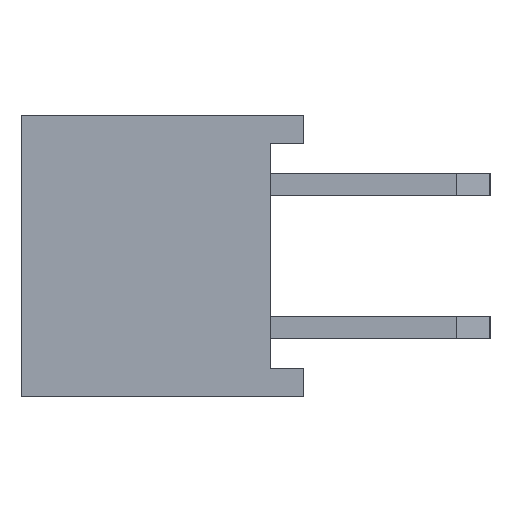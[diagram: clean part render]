
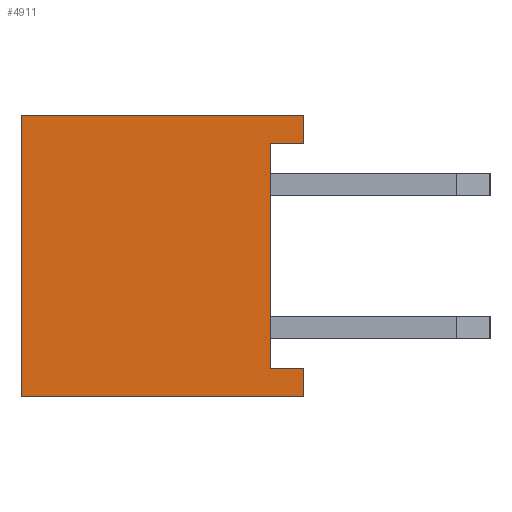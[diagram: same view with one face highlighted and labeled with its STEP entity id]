
A CAD part, left-side view. The second image highlights one B-rep face of the part: STEP entity #4911.
In plain terms, the highlighted planar face has unit normal (-1, 0, 0).
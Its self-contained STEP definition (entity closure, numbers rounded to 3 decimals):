
#247 = VECTOR ( 'NONE', #17655, 1000. ) ;
#395 = CARTESIAN_POINT ( 'NONE',  ( -1.52, 5., -1.25 ) ) ;
#1197 = VERTEX_POINT ( 'NONE', #395 ) ;
#1399 = EDGE_CURVE ( 'NONE', #1197, #23543, #6794, .T. ) ;
#1933 = VERTEX_POINT ( 'NONE', #10226 ) ;
#2750 = FACE_OUTER_BOUND ( 'NONE', #12846, .T. ) ;
#3172 = VECTOR ( 'NONE', #21147, 1000. ) ;
#3389 = CARTESIAN_POINT ( 'NONE',  ( -1.52, 5., 3.75 ) ) ;
#3417 = DIRECTION ( 'NONE',  ( 0., 0., 1. ) ) ;
#4911 = ADVANCED_FACE ( 'NONE', ( #2750 ), #12122, .F. ) ;
#5959 = EDGE_CURVE ( 'NONE', #1933, #20255, #22123, .T. ) ;
#6098 = CARTESIAN_POINT ( 'NONE',  ( -1.52, 0., 0. ) ) ;
#6362 = CARTESIAN_POINT ( 'NONE',  ( -1.52, 0., 3.25 ) ) ;
#6384 = ORIENTED_EDGE ( 'NONE', *, *, #13276, .T. ) ;
#6794 = LINE ( 'NONE', #28196, #24552 ) ;
#6805 = CARTESIAN_POINT ( 'NONE',  ( -1.52, 0.6, 0. ) ) ;
#7091 = DIRECTION ( 'NONE',  ( 0., 0., 1. ) ) ;
#7892 = CARTESIAN_POINT ( 'NONE',  ( -1.52, 0., -1.25 ) ) ;
#8402 = DIRECTION ( 'NONE',  ( 1., 0., 0. ) ) ;
#8516 = CARTESIAN_POINT ( 'NONE',  ( -1.52, 0.6, -0.75 ) ) ;
#8907 = VERTEX_POINT ( 'NONE', #6362 ) ;
#9429 = LINE ( 'NONE', #19886, #28631 ) ;
#9771 = EDGE_CURVE ( 'NONE', #16563, #1933, #30207, .T. ) ;
#10035 = ORIENTED_EDGE ( 'NONE', *, *, #19473, .T. ) ;
#10226 = CARTESIAN_POINT ( 'NONE',  ( -1.52, 0., -0.75 ) ) ;
#10707 = DIRECTION ( 'NONE',  ( 0., 0., -1. ) ) ;
#10709 = ORIENTED_EDGE ( 'NONE', *, *, #5959, .F. ) ;
#10732 = AXIS2_PLACEMENT_3D ( 'NONE', #6098, #8402, #10707 ) ;
#10853 = CARTESIAN_POINT ( 'NONE',  ( -1.52, 0., -0.75 ) ) ;
#11408 = DIRECTION ( 'NONE',  ( 0., -1., 0. ) ) ;
#12122 = PLANE ( 'NONE',  #10732 ) ;
#12846 = EDGE_LOOP ( 'NONE', ( #25812, #22105, #6384, #10035, #13837, #28343, #10709, #22535 ) ) ;
#13189 = CARTESIAN_POINT ( 'NONE',  ( -1.52, 0.6, 3.25 ) ) ;
#13276 = EDGE_CURVE ( 'NONE', #8907, #17314, #9429, .T. ) ;
#13757 = LINE ( 'NONE', #13189, #17809 ) ;
#13837 = ORIENTED_EDGE ( 'NONE', *, *, #1399, .F. ) ;
#15126 = CARTESIAN_POINT ( 'NONE',  ( -1.52, 0., 3.75 ) ) ;
#15127 = LINE ( 'NONE', #15723, #30059 ) ;
#15587 = DIRECTION ( 'NONE',  ( 0., 1., 0. ) ) ;
#15723 = CARTESIAN_POINT ( 'NONE',  ( -1.52, 0., 3.75 ) ) ;
#15914 = VECTOR ( 'NONE', #16221, 1000. ) ;
#16221 = DIRECTION ( 'NONE',  ( 0., 0., -1. ) ) ;
#16563 = VERTEX_POINT ( 'NONE', #8516 ) ;
#17114 = EDGE_CURVE ( 'NONE', #24199, #8907, #13757, .T. ) ;
#17314 = VERTEX_POINT ( 'NONE', #15126 ) ;
#17655 = DIRECTION ( 'NONE',  ( 0., 0., -1. ) ) ;
#17809 = VECTOR ( 'NONE', #29498, 1000. ) ;
#17896 = CARTESIAN_POINT ( 'NONE',  ( -1.52, 0.6, 3.25 ) ) ;
#19473 = EDGE_CURVE ( 'NONE', #17314, #23543, #15127, .T. ) ;
#19886 = CARTESIAN_POINT ( 'NONE',  ( -1.52, 0., 3.25 ) ) ;
#20255 = VERTEX_POINT ( 'NONE', #7892 ) ;
#21147 = DIRECTION ( 'NONE',  ( 0., 1., 0. ) ) ;
#22105 = ORIENTED_EDGE ( 'NONE', *, *, #17114, .T. ) ;
#22123 = LINE ( 'NONE', #10853, #247 ) ;
#22535 = ORIENTED_EDGE ( 'NONE', *, *, #9771, .F. ) ;
#23543 = VERTEX_POINT ( 'NONE', #3389 ) ;
#24199 = VERTEX_POINT ( 'NONE', #17896 ) ;
#24552 = VECTOR ( 'NONE', #7091, 1000. ) ;
#25600 = LINE ( 'NONE', #6805, #15914 ) ;
#25812 = ORIENTED_EDGE ( 'NONE', *, *, #27607, .F. ) ;
#27580 = EDGE_CURVE ( 'NONE', #20255, #1197, #27901, .T. ) ;
#27607 = EDGE_CURVE ( 'NONE', #24199, #16563, #25600, .T. ) ;
#27901 = LINE ( 'NONE', #29893, #3172 ) ;
#28055 = CARTESIAN_POINT ( 'NONE',  ( -1.52, 0.6, -0.75 ) ) ;
#28196 = CARTESIAN_POINT ( 'NONE',  ( -1.52, 5., -1.25 ) ) ;
#28343 = ORIENTED_EDGE ( 'NONE', *, *, #27580, .F. ) ;
#28631 = VECTOR ( 'NONE', #3417, 1000. ) ;
#29469 = VECTOR ( 'NONE', #11408, 1000. ) ;
#29498 = DIRECTION ( 'NONE',  ( 0., -1., 0. ) ) ;
#29893 = CARTESIAN_POINT ( 'NONE',  ( -1.52, 0., -1.25 ) ) ;
#30059 = VECTOR ( 'NONE', #15587, 1000. ) ;
#30207 = LINE ( 'NONE', #28055, #29469 ) ;
